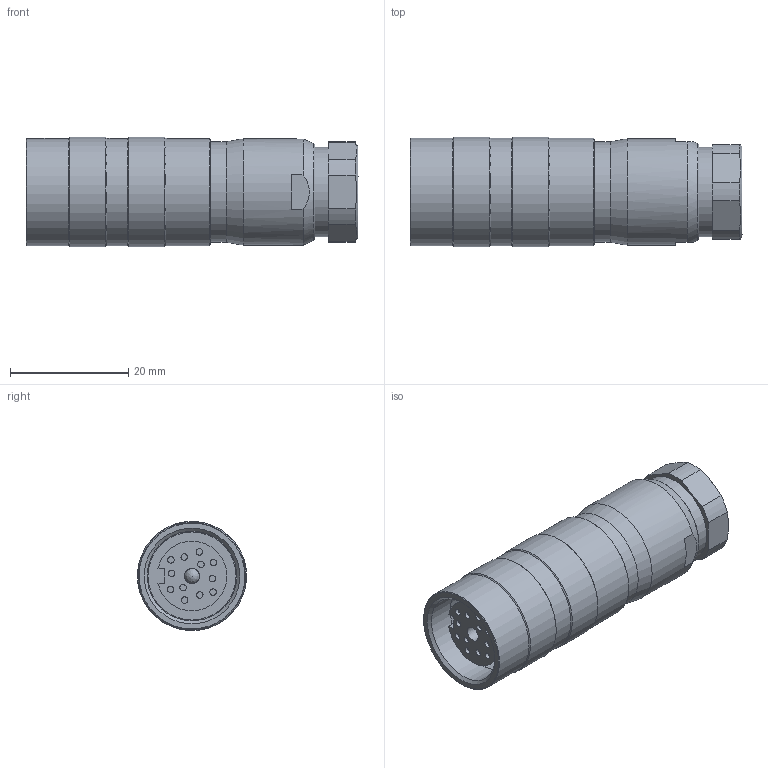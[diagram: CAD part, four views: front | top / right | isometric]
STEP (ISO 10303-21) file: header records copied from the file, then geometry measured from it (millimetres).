
FILE_DESCRIPTION(/* description */ (''),/* implementation_level */ '2;1');
FILE_NAME(/* name */ '99-5630-00-12.stp',/* time_stamp */ '2015-01-23T12:48:54+01:00',/* author */ (''),/* organization */ (''),/* preprocessor_version */ 'ST-DEVELOPER v14',/* originating_system */ 'SIEMENS PLM Software NX 8.0',/* authorisation */ '');
FILE_SCHEMA (('AUTOMOTIVE_DESIGN { 1 0 10303 214 3 1 1 1 }'));
Length unit declared in the file: millimetre
Products named in the file (1): sach0844C400mbaz
Bounding box: 56.21 x 18.48 x 18.48 mm (x, y, z)
Volume: 13019.4 mm3; surface area: 4453.4 mm2
Topology: 1 solids, 1 shells, 83 faces, 165 edges, 106 vertices
Faces by surface type: plane 37, cylinder 32, cone 11, torus 2, bspline 1
Full cylindrical faces by diameter (mm): 1.1 x12, 2.6 x1, 13.95 x1, 14.9 x1, 15.188 x1, 15.2 x1, 15.25 x1, 17 x1, 18 x1, 18.15 x3, 18.5 x2
Entity records: 1973 total; most frequent: CARTESIAN_POINT 358, DIRECTION 354, ORIENTED_EDGE 238, AXIS2_PLACEMENT_3D 160, EDGE_LOOP 144, EDGE_CURVE 119, FACE_BOUND 112, VERTEX_POINT 100
